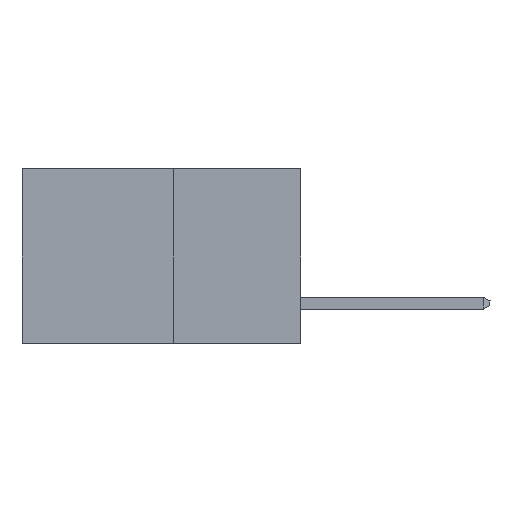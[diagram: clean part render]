
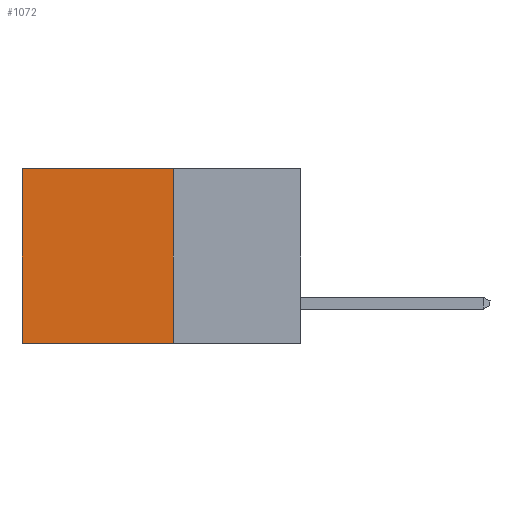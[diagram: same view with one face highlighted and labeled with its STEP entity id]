
A CAD part, left-side view. The second image highlights one B-rep face of the part: STEP entity #1072.
In plain terms, the highlighted planar face has unit normal (-1, 0, 0).
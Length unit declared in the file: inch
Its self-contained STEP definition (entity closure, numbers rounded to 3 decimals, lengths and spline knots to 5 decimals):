
#78 = VECTOR ( 'NONE', #3803, 39.37008 ) ;
#249 = VERTEX_POINT ( 'NONE', #2915 ) ;
#535 = ORIENTED_EDGE ( 'NONE', *, *, #1837, .F. ) ;
#551 = DIRECTION ( 'NONE',  ( 0., 0., -1. ) ) ;
#1010 = CARTESIAN_POINT ( 'NONE',  ( 0.277, 0.27, 0. ) ) ;
#1072 = ADVANCED_FACE ( 'NONE', ( #9149 ), #6876, .F. ) ;
#1487 = EDGE_CURVE ( 'NONE', #3990, #3898, #5737, .T. ) ;
#1795 = EDGE_CURVE ( 'NONE', #3898, #8772, #4330, .T. ) ;
#1837 = EDGE_CURVE ( 'NONE', #3990, #249, #7170, .T. ) ;
#2081 = CARTESIAN_POINT ( 'NONE',  ( 0.277, 0.59, -0.37 ) ) ;
#2126 = DIRECTION ( 'NONE',  ( 0., 0., -1. ) ) ;
#2751 = CARTESIAN_POINT ( 'NONE',  ( 0.277, 0.27, 0. ) ) ;
#2915 = CARTESIAN_POINT ( 'NONE',  ( 0.277, 0.27, -0.37 ) ) ;
#2963 = DIRECTION ( 'NONE',  ( 0., 1., 0. ) ) ;
#3103 = AXIS2_PLACEMENT_3D ( 'NONE', #7042, #6275, #2126 ) ;
#3803 = DIRECTION ( 'NONE',  ( 0., 0., -1. ) ) ;
#3898 = VERTEX_POINT ( 'NONE', #7855 ) ;
#3990 = VERTEX_POINT ( 'NONE', #1010 ) ;
#4330 = LINE ( 'NONE', #7551, #78 ) ;
#5226 = ORIENTED_EDGE ( 'NONE', *, *, #1487, .T. ) ;
#5271 = VECTOR ( 'NONE', #2963, 39.37008 ) ;
#5737 = LINE ( 'NONE', #2751, #5271 ) ;
#6275 = DIRECTION ( 'NONE',  ( 1., 0., 0. ) ) ;
#6477 = CARTESIAN_POINT ( 'NONE',  ( 0.277, 0.27, -0.37 ) ) ;
#6747 = ORIENTED_EDGE ( 'NONE', *, *, #7261, .F. ) ;
#6876 = PLANE ( 'NONE',  #3103 ) ;
#6966 = VECTOR ( 'NONE', #551, 39.37008 ) ;
#6994 = ORIENTED_EDGE ( 'NONE', *, *, #1795, .T. ) ;
#7042 = CARTESIAN_POINT ( 'NONE',  ( 0.277, 0.27, -0.37 ) ) ;
#7090 = LINE ( 'NONE', #8952, #8480 ) ;
#7170 = LINE ( 'NONE', #6477, #6966 ) ;
#7261 = EDGE_CURVE ( 'NONE', #249, #8772, #7090, .T. ) ;
#7551 = CARTESIAN_POINT ( 'NONE',  ( 0.277, 0.59, -0.37 ) ) ;
#7855 = CARTESIAN_POINT ( 'NONE',  ( 0.277, 0.59, 0. ) ) ;
#8480 = VECTOR ( 'NONE', #8959, 39.37008 ) ;
#8578 = EDGE_LOOP ( 'NONE', ( #6994, #6747, #535, #5226 ) ) ;
#8772 = VERTEX_POINT ( 'NONE', #2081 ) ;
#8952 = CARTESIAN_POINT ( 'NONE',  ( 0.277, 0.27, -0.37 ) ) ;
#8959 = DIRECTION ( 'NONE',  ( 0., 1., 0. ) ) ;
#9149 = FACE_OUTER_BOUND ( 'NONE', #8578, .T. ) ;
